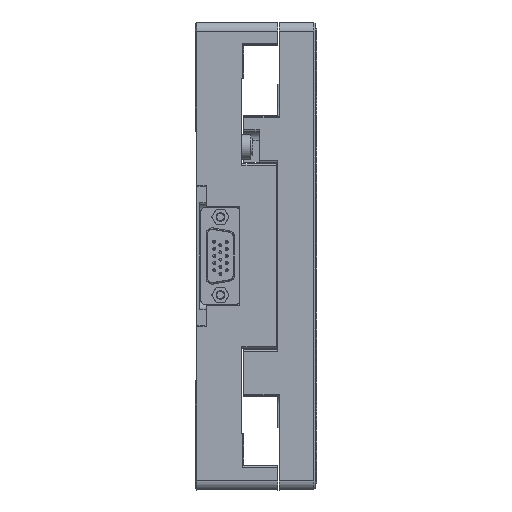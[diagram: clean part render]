
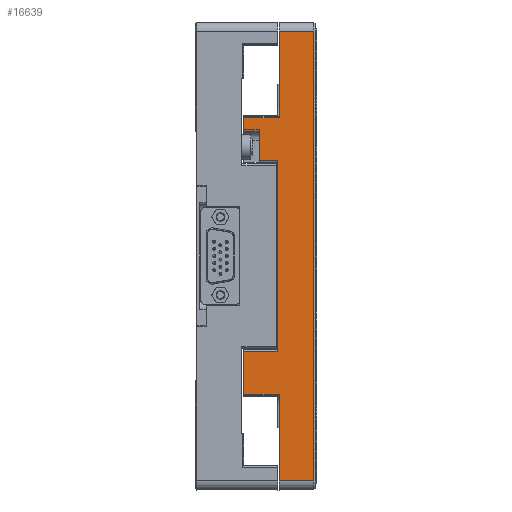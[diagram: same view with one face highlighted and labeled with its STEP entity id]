
A CAD part, left-side view. The second image highlights one B-rep face of the part: STEP entity #16639.
In plain terms, the highlighted planar face has unit normal (-1, 0, 0).
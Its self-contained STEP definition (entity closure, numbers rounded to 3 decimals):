
#222 = VECTOR ( 'NONE', #4799, 1000. ) ;
#828 = EDGE_CURVE ( 'NONE', #32474, #31286, #33806, .T. ) ;
#1710 = CARTESIAN_POINT ( 'NONE',  ( -200., 0., 0. ) ) ;
#1735 = CARTESIAN_POINT ( 'NONE',  ( -200., -11.5, 30.5 ) ) ;
#2025 = DIRECTION ( 'NONE',  ( 0., 0., 1. ) ) ;
#2096 = DIRECTION ( 'NONE',  ( 0., 0., 1. ) ) ;
#2274 = ORIENTED_EDGE ( 'NONE', *, *, #10602, .F. ) ;
#2587 = VECTOR ( 'NONE', #29570, 1000. ) ;
#4438 = CARTESIAN_POINT ( 'NONE',  ( -200., 0., 40.5 ) ) ;
#4605 = VERTEX_POINT ( 'NONE', #27692 ) ;
#4701 = CARTESIAN_POINT ( 'NONE',  ( -200., -0.5, 44.35 ) ) ;
#4734 = EDGE_CURVE ( 'NONE', #11268, #10553, #7292, .T. ) ;
#4799 = DIRECTION ( 'NONE',  ( 0., -1., 0. ) ) ;
#5110 = DIRECTION ( 'NONE',  ( 0., -1., 0. ) ) ;
#5267 = LINE ( 'NONE', #14369, #27274 ) ;
#5570 = VECTOR ( 'NONE', #24308, 1000. ) ;
#5798 = VERTEX_POINT ( 'NONE', #21659 ) ;
#6380 = EDGE_CURVE ( 'NONE', #22808, #13388, #13802, .T. ) ;
#7292 = LINE ( 'NONE', #4438, #9612 ) ;
#7551 = LINE ( 'NONE', #17049, #2587 ) ;
#7610 = CARTESIAN_POINT ( 'NONE',  ( -200., 0., 72. ) ) ;
#8172 = EDGE_CURVE ( 'NONE', #31286, #4605, #5267, .T. ) ;
#9055 = ORIENTED_EDGE ( 'NONE', *, *, #29511, .F. ) ;
#9110 = VECTOR ( 'NONE', #2096, 1000. ) ;
#9605 = LINE ( 'NONE', #30824, #18950 ) ;
#9612 = VECTOR ( 'NONE', #19600, 1000. ) ;
#9911 = VECTOR ( 'NONE', #18672, 1000. ) ;
#10279 = CARTESIAN_POINT ( 'NONE',  ( -200., 30.135, -72. ) ) ;
#10553 = VERTEX_POINT ( 'NONE', #23402 ) ;
#10602 = EDGE_CURVE ( 'NONE', #29457, #20543, #38533, .T. ) ;
#10656 = LINE ( 'NONE', #7610, #222 ) ;
#10830 = LINE ( 'NONE', #28824, #39006 ) ;
#10888 = ORIENTED_EDGE ( 'NONE', *, *, #4734, .F. ) ;
#10892 = ORIENTED_EDGE ( 'NONE', *, *, #8172, .F. ) ;
#10962 = VECTOR ( 'NONE', #16295, 1000. ) ;
#11216 = EDGE_CURVE ( 'NONE', #36243, #11268, #30806, .T. ) ;
#11268 = VERTEX_POINT ( 'NONE', #35031 ) ;
#11281 = LINE ( 'NONE', #26220, #26418 ) ;
#11579 = CARTESIAN_POINT ( 'NONE',  ( -200., -5.5, 30.5 ) ) ;
#11791 = CARTESIAN_POINT ( 'NONE',  ( -200., -12., -75. ) ) ;
#12852 = LINE ( 'NONE', #16679, #10962 ) ;
#13388 = VERTEX_POINT ( 'NONE', #1735 ) ;
#13802 = LINE ( 'NONE', #32965, #16818 ) ;
#13873 = ORIENTED_EDGE ( 'NONE', *, *, #38902, .F. ) ;
#14369 = CARTESIAN_POINT ( 'NONE',  ( -200., -0.5, 0. ) ) ;
#14903 = CARTESIAN_POINT ( 'NONE',  ( -200., -23., 72. ) ) ;
#15275 = CARTESIAN_POINT ( 'NONE',  ( -200., -23., -72. ) ) ;
#15547 = CARTESIAN_POINT ( 'NONE',  ( -200., -12., -72. ) ) ;
#16025 = ORIENTED_EDGE ( 'NONE', *, *, #33849, .F. ) ;
#16295 = DIRECTION ( 'NONE',  ( 0., 1., 0. ) ) ;
#16639 = ADVANCED_FACE ( 'NONE', ( #17084 ), #29410, .F. ) ;
#16679 = CARTESIAN_POINT ( 'NONE',  ( -200., 0., 30.5 ) ) ;
#16818 = VECTOR ( 'NONE', #26120, 1000. ) ;
#17049 = CARTESIAN_POINT ( 'NONE',  ( -200., 0., -30.5 ) ) ;
#17084 = FACE_OUTER_BOUND ( 'NONE', #39284, .T. ) ;
#18672 = DIRECTION ( 'NONE',  ( 0., 0., 1. ) ) ;
#18950 = VECTOR ( 'NONE', #21718, 1000. ) ;
#19445 = ORIENTED_EDGE ( 'NONE', *, *, #828, .F. ) ;
#19594 = EDGE_CURVE ( 'NONE', #10553, #23415, #11281, .T. ) ;
#19600 = DIRECTION ( 'NONE',  ( 0., 1., 0. ) ) ;
#19921 = ORIENTED_EDGE ( 'NONE', *, *, #21077, .F. ) ;
#20262 = ORIENTED_EDGE ( 'NONE', *, *, #11216, .F. ) ;
#20275 = ORIENTED_EDGE ( 'NONE', *, *, #21573, .F. ) ;
#20543 = VERTEX_POINT ( 'NONE', #15547 ) ;
#21044 = LINE ( 'NONE', #27119, #33695 ) ;
#21077 = EDGE_CURVE ( 'NONE', #13388, #36243, #12852, .T. ) ;
#21573 = EDGE_CURVE ( 'NONE', #4605, #22808, #7551, .T. ) ;
#21659 = CARTESIAN_POINT ( 'NONE',  ( -200., -12., 72. ) ) ;
#21718 = DIRECTION ( 'NONE',  ( 0., 0., 1. ) ) ;
#22114 = CARTESIAN_POINT ( 'NONE',  ( -200., -5.5, 0. ) ) ;
#22532 = DIRECTION ( 'NONE',  ( 1., 0., 0. ) ) ;
#22808 = VERTEX_POINT ( 'NONE', #36128 ) ;
#23137 = DIRECTION ( 'NONE',  ( 0., 0., -1. ) ) ;
#23402 = CARTESIAN_POINT ( 'NONE',  ( -200., -0.5, 40.5 ) ) ;
#23415 = VERTEX_POINT ( 'NONE', #4701 ) ;
#23588 = DIRECTION ( 'NONE',  ( 0., 0., 1. ) ) ;
#23615 = ORIENTED_EDGE ( 'NONE', *, *, #29280, .F. ) ;
#24308 = DIRECTION ( 'NONE',  ( 0., 1., 0. ) ) ;
#24440 = ORIENTED_EDGE ( 'NONE', *, *, #6380, .F. ) ;
#26120 = DIRECTION ( 'NONE',  ( 0., 0., 1. ) ) ;
#26220 = CARTESIAN_POINT ( 'NONE',  ( -200., -0.5, 0. ) ) ;
#26418 = VECTOR ( 'NONE', #23588, 1000. ) ;
#27119 = CARTESIAN_POINT ( 'NONE',  ( -200., 0., 44.35 ) ) ;
#27274 = VECTOR ( 'NONE', #2025, 1000. ) ;
#27524 = LINE ( 'NONE', #11791, #9110 ) ;
#27692 = CARTESIAN_POINT ( 'NONE',  ( -200., -0.5, -30.5 ) ) ;
#28824 = CARTESIAN_POINT ( 'NONE',  ( -200., -23., 0. ) ) ;
#29280 = EDGE_CURVE ( 'NONE', #5798, #31225, #10656, .T. ) ;
#29410 = PLANE ( 'NONE',  #29446 ) ;
#29446 = AXIS2_PLACEMENT_3D ( 'NONE', #1710, #22532, #35066 ) ;
#29457 = VERTEX_POINT ( 'NONE', #15275 ) ;
#29511 = EDGE_CURVE ( 'NONE', #20543, #32474, #9605, .T. ) ;
#29570 = DIRECTION ( 'NONE',  ( 0., -1., 0. ) ) ;
#29813 = ORIENTED_EDGE ( 'NONE', *, *, #19594, .F. ) ;
#30251 = CARTESIAN_POINT ( 'NONE',  ( -200., -12., -44.35 ) ) ;
#30806 = LINE ( 'NONE', #22114, #9911 ) ;
#30824 = CARTESIAN_POINT ( 'NONE',  ( -200., -12., -75. ) ) ;
#31225 = VERTEX_POINT ( 'NONE', #14903 ) ;
#31286 = VERTEX_POINT ( 'NONE', #37104 ) ;
#31906 = DIRECTION ( 'NONE',  ( 0., 1., 0. ) ) ;
#32262 = VERTEX_POINT ( 'NONE', #38140 ) ;
#32474 = VERTEX_POINT ( 'NONE', #30251 ) ;
#32965 = CARTESIAN_POINT ( 'NONE',  ( -200., -11.5, 0. ) ) ;
#33695 = VECTOR ( 'NONE', #5110, 1000. ) ;
#33806 = LINE ( 'NONE', #34184, #5570 ) ;
#33849 = EDGE_CURVE ( 'NONE', #23415, #32262, #21044, .T. ) ;
#34184 = CARTESIAN_POINT ( 'NONE',  ( -200., 0., -44.35 ) ) ;
#35024 = ORIENTED_EDGE ( 'NONE', *, *, #36218, .F. ) ;
#35031 = CARTESIAN_POINT ( 'NONE',  ( -200., -5.5, 40.5 ) ) ;
#35066 = DIRECTION ( 'NONE',  ( 0., 0., -1. ) ) ;
#36128 = CARTESIAN_POINT ( 'NONE',  ( -200., -11.5, -30.5 ) ) ;
#36218 = EDGE_CURVE ( 'NONE', #32262, #5798, #27524, .T. ) ;
#36243 = VERTEX_POINT ( 'NONE', #11579 ) ;
#37104 = CARTESIAN_POINT ( 'NONE',  ( -200., -0.5, -44.35 ) ) ;
#38140 = CARTESIAN_POINT ( 'NONE',  ( -200., -12., 44.35 ) ) ;
#38295 = VECTOR ( 'NONE', #31906, 1000. ) ;
#38533 = LINE ( 'NONE', #10279, #38295 ) ;
#38902 = EDGE_CURVE ( 'NONE', #31225, #29457, #10830, .T. ) ;
#39006 = VECTOR ( 'NONE', #23137, 1000. ) ;
#39284 = EDGE_LOOP ( 'NONE', ( #23615, #35024, #16025, #29813, #10888, #20262, #19921, #24440, #20275, #10892, #19445, #9055, #2274, #13873 ) ) ;
